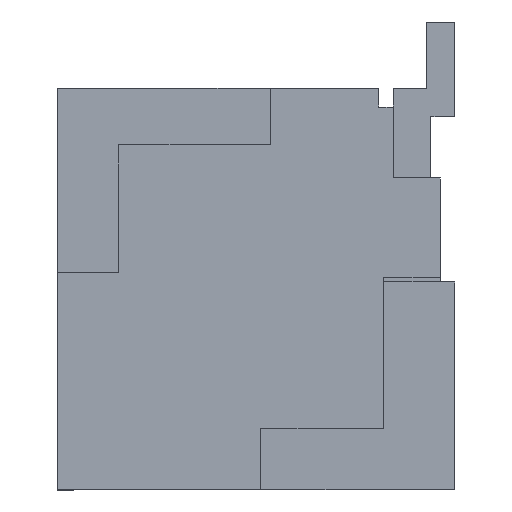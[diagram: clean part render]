
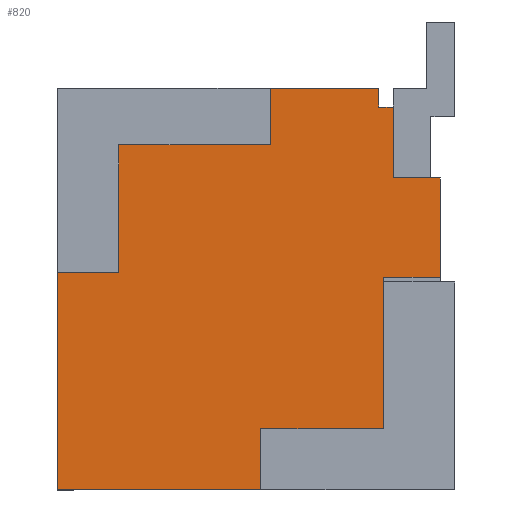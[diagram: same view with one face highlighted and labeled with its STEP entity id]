
A CAD part, left-side view. The second image highlights one B-rep face of the part: STEP entity #820.
In plain terms, the highlighted planar face has unit normal (-1, 0, 0).
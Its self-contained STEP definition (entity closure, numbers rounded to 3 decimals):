
#54 = VERTEX_POINT ( 'NONE', #3044 ) ;
#89 = LINE ( 'NONE', #2019, #1194 ) ;
#103 = EDGE_CURVE ( 'NONE', #1774, #3138, #4200, .T. ) ;
#119 = VERTEX_POINT ( 'NONE', #949 ) ;
#162 = EDGE_CURVE ( 'NONE', #1955, #1556, #4943, .T. ) ;
#224 = CARTESIAN_POINT ( 'NONE',  ( -10.75, 1.625, 3.725 ) ) ;
#240 = EDGE_CURVE ( 'NONE', #2214, #3897, #4798, .T. ) ;
#297 = DIRECTION ( 'NONE',  ( 0., 0., 1. ) ) ;
#303 = DIRECTION ( 'NONE',  ( 0., 0., 1. ) ) ;
#387 = DIRECTION ( 'NONE',  ( 0., 1., 0. ) ) ;
#412 = DIRECTION ( 'NONE',  ( 0., 0., -1. ) ) ;
#468 = EDGE_CURVE ( 'NONE', #2352, #3941, #2261, .T. ) ;
#552 = AXIS2_PLACEMENT_3D ( 'NONE', #2438, #3719, #2823 ) ;
#557 = CARTESIAN_POINT ( 'NONE',  ( -10.75, 1.725, -0.525 ) ) ;
#567 = EDGE_CURVE ( 'NONE', #3897, #119, #2655, .T. ) ;
#600 = CARTESIAN_POINT ( 'NONE',  ( -10.75, 3.225, 3.725 ) ) ;
#658 = CARTESIAN_POINT ( 'NONE',  ( -10.75, 1.625, 3.725 ) ) ;
#767 = VECTOR ( 'NONE', #4342, 1000. ) ;
#820 = ADVANCED_FACE ( 'NONE', ( #4304 ), #5388, .F. ) ;
#830 = EDGE_CURVE ( 'NONE', #4616, #1951, #89, .T. ) ;
#888 = DIRECTION ( 'NONE',  ( 0., 0., 1. ) ) ;
#949 = CARTESIAN_POINT ( 'NONE',  ( -10.75, 1.625, 3.125 ) ) ;
#986 = VECTOR ( 'NONE', #2326, 1000. ) ;
#987 = ORIENTED_EDGE ( 'NONE', *, *, #3864, .T. ) ;
#1048 = EDGE_CURVE ( 'NONE', #1919, #3009, #2970, .T. ) ;
#1089 = LINE ( 'NONE', #4893, #1566 ) ;
#1172 = CARTESIAN_POINT ( 'NONE',  ( -10.75, 3.875, 3.725 ) ) ;
#1194 = VECTOR ( 'NONE', #303, 1000. ) ;
#1263 = ORIENTED_EDGE ( 'NONE', *, *, #5335, .F. ) ;
#1268 = CARTESIAN_POINT ( 'NONE',  ( -10.75, 3.875, 0.125 ) ) ;
#1364 = VECTOR ( 'NONE', #1414, 1000. ) ;
#1387 = VECTOR ( 'NONE', #3393, 1000. ) ;
#1414 = DIRECTION ( 'NONE',  ( 0., -1., 0. ) ) ;
#1476 = CARTESIAN_POINT ( 'NONE',  ( -10.75, 0.325, 2.775 ) ) ;
#1491 = ORIENTED_EDGE ( 'NONE', *, *, #5028, .F. ) ;
#1532 = CARTESIAN_POINT ( 'NONE',  ( -10.75, 0.475, 3.525 ) ) ;
#1556 = VERTEX_POINT ( 'NONE', #3037 ) ;
#1566 = VECTOR ( 'NONE', #1952, 1000. ) ;
#1687 = CARTESIAN_POINT ( 'NONE',  ( -10.75, 3.875, 3.725 ) ) ;
#1774 = VERTEX_POINT ( 'NONE', #1476 ) ;
#1817 = CARTESIAN_POINT ( 'NONE',  ( -10.75, 3.225, 3.125 ) ) ;
#1899 = DIRECTION ( 'NONE',  ( 0., 0., -1. ) ) ;
#1919 = VERTEX_POINT ( 'NONE', #3168 ) ;
#1932 = DIRECTION ( 'NONE',  ( 0., -1., 0. ) ) ;
#1940 = CARTESIAN_POINT ( 'NONE',  ( -10.75, -0.175, 1.725 ) ) ;
#1951 = VERTEX_POINT ( 'NONE', #4504 ) ;
#1952 = DIRECTION ( 'NONE',  ( 0., -1., 0. ) ) ;
#1955 = VERTEX_POINT ( 'NONE', #2363 ) ;
#1963 = VECTOR ( 'NONE', #387, 1000. ) ;
#2019 = CARTESIAN_POINT ( 'NONE',  ( -10.75, -0.175, 3.725 ) ) ;
#2096 = LINE ( 'NONE', #1172, #1963 ) ;
#2151 = EDGE_CURVE ( 'NONE', #2352, #54, #4363, .T. ) ;
#2214 = VERTEX_POINT ( 'NONE', #2263 ) ;
#2256 = ORIENTED_EDGE ( 'NONE', *, *, #2151, .F. ) ;
#2261 = LINE ( 'NONE', #4850, #3112 ) ;
#2263 = CARTESIAN_POINT ( 'NONE',  ( -10.75, 3.225, 1.775 ) ) ;
#2326 = DIRECTION ( 'NONE',  ( 0., 0., 1. ) ) ;
#2352 = VERTEX_POINT ( 'NONE', #3859 ) ;
#2363 = CARTESIAN_POINT ( 'NONE',  ( -10.75, 0.475, 3.525 ) ) ;
#2425 = VERTEX_POINT ( 'NONE', #658 ) ;
#2428 = VECTOR ( 'NONE', #5432, 1000. ) ;
#2438 = CARTESIAN_POINT ( 'NONE',  ( -10.75, 3.875, 3.725 ) ) ;
#2524 = CARTESIAN_POINT ( 'NONE',  ( -10.75, 0.425, 3.725 ) ) ;
#2547 = EDGE_CURVE ( 'NONE', #1556, #2425, #2096, .T. ) ;
#2554 = CARTESIAN_POINT ( 'NONE',  ( -10.75, 0.325, 3.525 ) ) ;
#2637 = LINE ( 'NONE', #2554, #1387 ) ;
#2655 = LINE ( 'NONE', #5328, #3515 ) ;
#2823 = DIRECTION ( 'NONE',  ( 0., 0., -1. ) ) ;
#2874 = DIRECTION ( 'NONE',  ( 0., 1., 0. ) ) ;
#2889 = LINE ( 'NONE', #4378, #1364 ) ;
#2968 = ORIENTED_EDGE ( 'NONE', *, *, #4233, .F. ) ;
#2970 = LINE ( 'NONE', #2524, #3368 ) ;
#2974 = ORIENTED_EDGE ( 'NONE', *, *, #5239, .F. ) ;
#3009 = VERTEX_POINT ( 'NONE', #4037 ) ;
#3037 = CARTESIAN_POINT ( 'NONE',  ( -10.75, 0.475, 3.725 ) ) ;
#3041 = VECTOR ( 'NONE', #888, 1000. ) ;
#3044 = CARTESIAN_POINT ( 'NONE',  ( -10.75, 3.875, 1.775 ) ) ;
#3064 = VECTOR ( 'NONE', #4749, 1000. ) ;
#3097 = CARTESIAN_POINT ( 'NONE',  ( -10.75, 0.325, 2.775 ) ) ;
#3112 = VECTOR ( 'NONE', #3501, 1000. ) ;
#3138 = VERTEX_POINT ( 'NONE', #4101 ) ;
#3168 = CARTESIAN_POINT ( 'NONE',  ( -10.75, 0.425, 1.725 ) ) ;
#3368 = VECTOR ( 'NONE', #412, 1000. ) ;
#3393 = DIRECTION ( 'NONE',  ( 0., 1., 0. ) ) ;
#3416 = LINE ( 'NONE', #224, #986 ) ;
#3449 = VECTOR ( 'NONE', #1899, 1000. ) ;
#3501 = DIRECTION ( 'NONE',  ( 0., -1., 0. ) ) ;
#3515 = VECTOR ( 'NONE', #1932, 1000. ) ;
#3677 = ORIENTED_EDGE ( 'NONE', *, *, #103, .T. ) ;
#3719 = DIRECTION ( 'NONE',  ( 1., 0., 0. ) ) ;
#3780 = VERTEX_POINT ( 'NONE', #4688 ) ;
#3859 = CARTESIAN_POINT ( 'NONE',  ( -10.75, 3.875, -0.525 ) ) ;
#3864 = EDGE_CURVE ( 'NONE', #3138, #1955, #2637, .T. ) ;
#3897 = VERTEX_POINT ( 'NONE', #1817 ) ;
#3927 = CARTESIAN_POINT ( 'NONE',  ( -10.75, 1.725, -0.525 ) ) ;
#3941 = VERTEX_POINT ( 'NONE', #557 ) ;
#4037 = CARTESIAN_POINT ( 'NONE',  ( -10.75, 0.425, 0.125 ) ) ;
#4068 = ORIENTED_EDGE ( 'NONE', *, *, #567, .F. ) ;
#4079 = ORIENTED_EDGE ( 'NONE', *, *, #4358, .F. ) ;
#4101 = CARTESIAN_POINT ( 'NONE',  ( -10.75, 0.325, 3.525 ) ) ;
#4142 = ORIENTED_EDGE ( 'NONE', *, *, #1048, .F. ) ;
#4200 = LINE ( 'NONE', #3097, #3064 ) ;
#4233 = EDGE_CURVE ( 'NONE', #3780, #3941, #5132, .T. ) ;
#4253 = ORIENTED_EDGE ( 'NONE', *, *, #5403, .F. ) ;
#4265 = ORIENTED_EDGE ( 'NONE', *, *, #162, .T. ) ;
#4304 = FACE_OUTER_BOUND ( 'NONE', #5245, .T. ) ;
#4326 = ORIENTED_EDGE ( 'NONE', *, *, #468, .T. ) ;
#4342 = DIRECTION ( 'NONE',  ( 0., 0., 1. ) ) ;
#4358 = EDGE_CURVE ( 'NONE', #1774, #1951, #1089, .T. ) ;
#4363 = LINE ( 'NONE', #1687, #3041 ) ;
#4378 = CARTESIAN_POINT ( 'NONE',  ( -10.75, 3.875, 1.775 ) ) ;
#4400 = ORIENTED_EDGE ( 'NONE', *, *, #2547, .T. ) ;
#4481 = ORIENTED_EDGE ( 'NONE', *, *, #240, .F. ) ;
#4504 = CARTESIAN_POINT ( 'NONE',  ( -10.75, -0.175, 2.775 ) ) ;
#4616 = VERTEX_POINT ( 'NONE', #1940 ) ;
#4671 = LINE ( 'NONE', #1268, #2428 ) ;
#4688 = CARTESIAN_POINT ( 'NONE',  ( -10.75, 1.725, 0.125 ) ) ;
#4749 = DIRECTION ( 'NONE',  ( 0., 0., 1. ) ) ;
#4798 = LINE ( 'NONE', #600, #767 ) ;
#4850 = CARTESIAN_POINT ( 'NONE',  ( -10.75, 3.875, -0.525 ) ) ;
#4884 = LINE ( 'NONE', #5415, #5479 ) ;
#4893 = CARTESIAN_POINT ( 'NONE',  ( -10.75, 3.875, 2.775 ) ) ;
#4943 = LINE ( 'NONE', #1532, #5271 ) ;
#5028 = EDGE_CURVE ( 'NONE', #119, #2425, #3416, .T. ) ;
#5132 = LINE ( 'NONE', #3927, #3449 ) ;
#5234 = ORIENTED_EDGE ( 'NONE', *, *, #830, .T. ) ;
#5239 = EDGE_CURVE ( 'NONE', #3009, #3780, #4671, .T. ) ;
#5245 = EDGE_LOOP ( 'NONE', ( #4068, #4481, #4253, #2256, #4326, #2968, #2974, #4142, #1263, #5234, #4079, #3677, #987, #4265, #4400, #1491 ) ) ;
#5271 = VECTOR ( 'NONE', #297, 1000. ) ;
#5328 = CARTESIAN_POINT ( 'NONE',  ( -10.75, 3.875, 3.125 ) ) ;
#5335 = EDGE_CURVE ( 'NONE', #4616, #1919, #4884, .T. ) ;
#5388 = PLANE ( 'NONE',  #552 ) ;
#5403 = EDGE_CURVE ( 'NONE', #54, #2214, #2889, .T. ) ;
#5415 = CARTESIAN_POINT ( 'NONE',  ( -10.75, 3.875, 1.725 ) ) ;
#5432 = DIRECTION ( 'NONE',  ( 0., 1., 0. ) ) ;
#5479 = VECTOR ( 'NONE', #2874, 1000. ) ;
